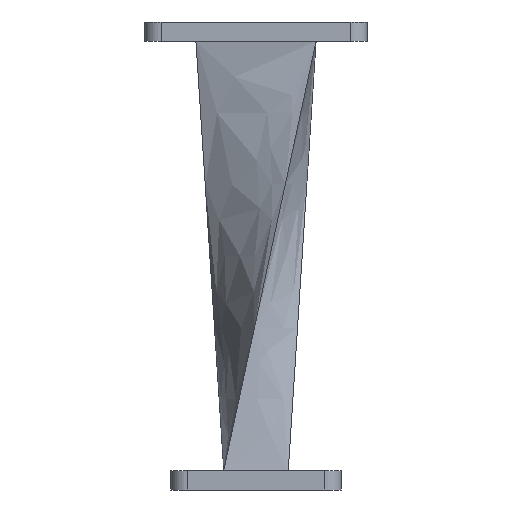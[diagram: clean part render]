
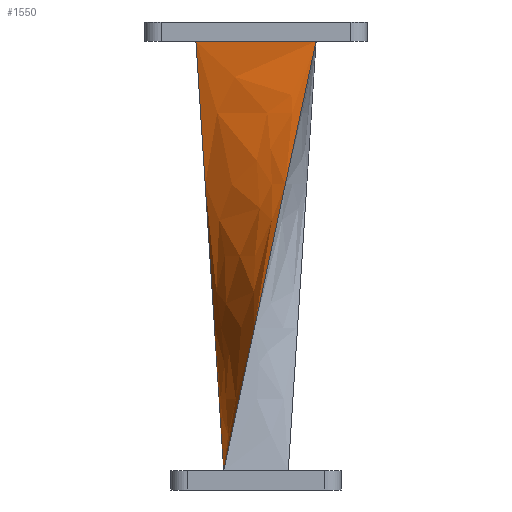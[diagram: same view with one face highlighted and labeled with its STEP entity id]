
A CAD part, front view. The second image highlights one B-rep face of the part: STEP entity #1550.
In plain terms, the highlighted free-form (B-spline) face has degree [3, 1] with [6, 4] control points.
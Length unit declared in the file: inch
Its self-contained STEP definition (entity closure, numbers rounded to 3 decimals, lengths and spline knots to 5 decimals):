
#125 = CARTESIAN_POINT ( 'NONE',  ( -0.4615, -0.859, -6.14173 ) ) ;
#139 = CARTESIAN_POINT ( 'NONE',  ( -0.4615, -0.28633, -6.14173 ) ) ;
#166 = CARTESIAN_POINT ( 'NONE',  ( -0.859, -0.4615, 0. ) ) ;
#181 = CARTESIAN_POINT ( 'NONE',  ( -0.28633, -0.4615, 0. ) ) ;
#358 = DIRECTION ( 'NONE',  ( 0., -1., 0. ) ) ;
#396 = CARTESIAN_POINT ( 'NONE',  ( -0.57378, -0.47184, 0.06142 ) ) ;
#432 = CARTESIAN_POINT ( 'NONE',  ( -0.4615, 0.859, -6.14173 ) ) ;
#455 = CARTESIAN_POINT ( 'NONE',  ( -0.4615, -0.859, -6.14173 ) ) ;
#507 = VECTOR ( 'NONE', #1820, 39.37008 ) ;
#699 = CARTESIAN_POINT ( 'NONE',  ( -0.66025, 0.19875, -3.07087 ) ) ;
#728 = CARTESIAN_POINT ( 'NONE',  ( 0.29381, -0.46325, 0.06142 ) ) ;
#752 = CARTESIAN_POINT ( 'NONE',  ( -0.86297, -0.47471, 0.06142 ) ) ;
#769 = EDGE_LOOP ( 'NONE', ( #3526, #2988, #3040, #1202 ) ) ;
#934 = EDGE_CURVE ( 'NONE', #2320, #1164, #3080, .T. ) ;
#1026 = VECTOR ( 'NONE', #2196, 39.37008 ) ;
#1050 = CARTESIAN_POINT ( 'NONE',  ( 0.859, -0.4615, 0. ) ) ;
#1094 = VERTEX_POINT ( 'NONE', #166 ) ;
#1164 = VERTEX_POINT ( 'NONE', #125 ) ;
#1202 = ORIENTED_EDGE ( 'NONE', *, *, #934, .F. ) ;
#1206 = VECTOR ( 'NONE', #358, 39.37008 ) ;
#1225 = CARTESIAN_POINT ( 'NONE',  ( 0.19875, -0.66025, -3.07087 ) ) ;
#1344 = CARTESIAN_POINT ( 'NONE',  ( -0.46325, 0.29381, -6.20315 ) ) ;
#1365 = CARTESIAN_POINT ( 'NONE',  ( -0.28458, -0.46898, 0.06142 ) ) ;
#1457 = EDGE_CURVE ( 'NONE', #2231, #1164, #1566, .T. ) ;
#1479 = B_SPLINE_SURFACE_WITH_KNOTS ( 'NONE', 3, 1, ( 
 ( #1639, #1050, #455, #2508 ),
 ( #3770, #3428, #2272, #1600 ),
 ( #728, #1620, #139, #1911 ),
 ( #1365, #181, #3705, #1344 ),
 ( #396, #2525, #3130, #1659 ),
 ( #752, #3726, #432, #2834 ) ),
 .UNSPECIFIED., .F., .F., .F.,
 ( 4, 2, 4 ),
 ( 2, 1, 1, 2 ),
 ( 0., 0.5, 1. ),
 ( -0.01, 0., 1., 1.01 ),
 .UNSPECIFIED. ) ;
#1488 = EDGE_CURVE ( 'NONE', #1094, #2320, #1874, .T. ) ;
#1550 = ADVANCED_FACE ( 'NONE', ( #2814 ), #1479, .T. ) ;
#1562 = CARTESIAN_POINT ( 'NONE',  ( 0.859, -0.4615, 0. ) ) ;
#1566 = LINE ( 'NONE', #3666, #1206 ) ;
#1600 = CARTESIAN_POINT ( 'NONE',  ( -0.47184, -0.57378, -6.20315 ) ) ;
#1620 = CARTESIAN_POINT ( 'NONE',  ( 0.28633, -0.4615, 0. ) ) ;
#1639 = CARTESIAN_POINT ( 'NONE',  ( 0.87221, -0.45753, 0.06142 ) ) ;
#1659 = CARTESIAN_POINT ( 'NONE',  ( -0.46039, 0.58301, -6.20315 ) ) ;
#1820 = DIRECTION ( 'NONE',  ( 1., 0., 0. ) ) ;
#1874 = LINE ( 'NONE', #3075, #507 ) ;
#1911 = CARTESIAN_POINT ( 'NONE',  ( -0.46898, -0.28458, -6.20315 ) ) ;
#2125 = CARTESIAN_POINT ( 'NONE',  ( -0.4615, 0.859, -6.14173 ) ) ;
#2196 = DIRECTION ( 'NONE',  ( -0.21, -0.063, -0.976 ) ) ;
#2231 = VERTEX_POINT ( 'NONE', #2125 ) ;
#2272 = CARTESIAN_POINT ( 'NONE',  ( -0.4615, -0.57267, -6.14173 ) ) ;
#2320 = VERTEX_POINT ( 'NONE', #1562 ) ;
#2508 = CARTESIAN_POINT ( 'NONE',  ( -0.4747, -0.86298, -6.20315 ) ) ;
#2525 = CARTESIAN_POINT ( 'NONE',  ( -0.57267, -0.4615, 0. ) ) ;
#2814 = FACE_OUTER_BOUND ( 'NONE', #769, .T. ) ;
#2834 = CARTESIAN_POINT ( 'NONE',  ( -0.45753, 0.8722, -6.20315 ) ) ;
#2893 = EDGE_CURVE ( 'NONE', #1094, #2231, #3179, .T. ) ;
#2988 = ORIENTED_EDGE ( 'NONE', *, *, #2893, .T. ) ;
#3040 = ORIENTED_EDGE ( 'NONE', *, *, #1457, .T. ) ;
#3075 = CARTESIAN_POINT ( 'NONE',  ( -0.859, -0.4615, 0. ) ) ;
#3080 = LINE ( 'NONE', #1225, #1026 ) ;
#3121 = VECTOR ( 'NONE', #3140, 39.37008 ) ;
#3130 = CARTESIAN_POINT ( 'NONE',  ( -0.4615, 0.57267, -6.14173 ) ) ;
#3140 = DIRECTION ( 'NONE',  ( 0.063, 0.21, -0.976 ) ) ;
#3179 = LINE ( 'NONE', #699, #3121 ) ;
#3428 = CARTESIAN_POINT ( 'NONE',  ( 0.57267, -0.4615, 0. ) ) ;
#3526 = ORIENTED_EDGE ( 'NONE', *, *, #1488, .F. ) ;
#3666 = CARTESIAN_POINT ( 'NONE',  ( -0.4615, 0.859, -6.14173 ) ) ;
#3705 = CARTESIAN_POINT ( 'NONE',  ( -0.4615, 0.28633, -6.14173 ) ) ;
#3726 = CARTESIAN_POINT ( 'NONE',  ( -0.859, -0.4615, 0. ) ) ;
#3770 = CARTESIAN_POINT ( 'NONE',  ( 0.58301, -0.46039, 0.06142 ) ) ;
